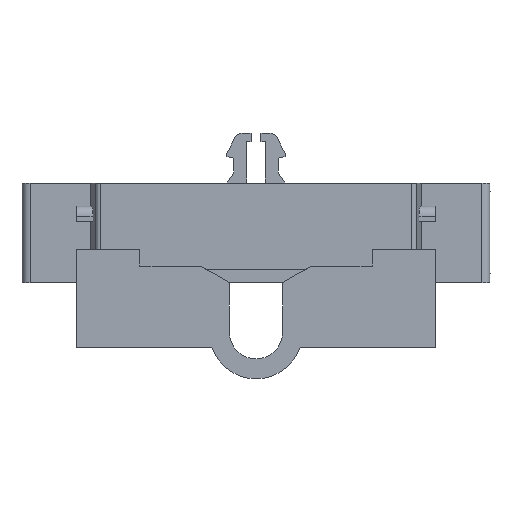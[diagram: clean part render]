
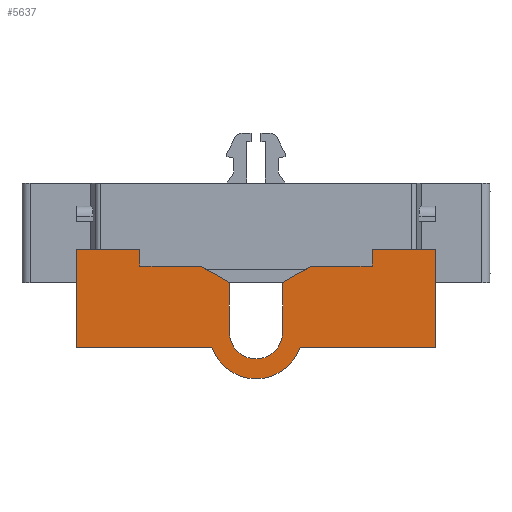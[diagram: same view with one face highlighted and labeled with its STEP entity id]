
A CAD part, front view. The second image highlights one B-rep face of the part: STEP entity #5637.
In plain terms, the highlighted planar face has unit normal (0, -1, 0).
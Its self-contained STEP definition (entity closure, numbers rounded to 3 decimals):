
#1560=DIRECTION('',(0.,0.,1.));
#1561=VECTOR('',#1560,5.9);
#1562=CARTESIAN_POINT('',(10.812,0.,
-3.9));
#1563=LINE('',#1562,#1561);
#1593=DIRECTION('',(1.,0.,0.));
#1594=VECTOR('',#1593,8.161);
#1595=CARTESIAN_POINT('',(2.651,0.,
-3.9));
#1596=LINE('',#1595,#1594);
#1753=DIRECTION('',(0.,0.,-1.));
#1754=VECTOR('',#1753,3.);
#1755=CARTESIAN_POINT('',(1.6,0.,
0.));
#1756=LINE('',#1755,#1754);
#1769=DIRECTION('',(-0.866,0.,-0.5));
#1770=VECTOR('',#1769,2.);
#1771=CARTESIAN_POINT('',(3.332,0.,
1.));
#1772=LINE('',#1771,#1770);
#1789=DIRECTION('',(-0.866,0.,0.5));
#1790=VECTOR('',#1789,2.);
#1791=CARTESIAN_POINT('',(-1.6,0.,
0.));
#1792=LINE('',#1791,#1790);
#1805=DIRECTION('',(0.,0.,1.));
#1806=VECTOR('',#1805,3.);
#1807=CARTESIAN_POINT('',(-1.6,0.,
-3.));
#1808=LINE('',#1807,#1806);
#1809=CARTESIAN_POINT('',(0.,0.,
-3.));
#1810=DIRECTION('',(0.,-1.,0.));
#1811=DIRECTION('',(-1.,0.,0.));
#1812=AXIS2_PLACEMENT_3D('',#1809,#1810,#1811);
#1822=DIRECTION('',(-1.,0.,0.));
#1823=VECTOR('',#1822,3.668);
#1824=CARTESIAN_POINT('',(-3.332,0.,
1.));
#1825=LINE('',#1824,#1823);
#1830=DIRECTION('',(-1.,0.,0.));
#1831=VECTOR('',#1830,3.668);
#1832=CARTESIAN_POINT('',(7.,0.,
1.));
#1833=LINE('',#1832,#1831);
#1834=DIRECTION('',(0.,0.,1.));
#1835=VECTOR('',#1834,1.);
#1836=CARTESIAN_POINT('',(-7.,0.,
1.));
#1837=LINE('',#1836,#1835);
#1842=DIRECTION('',(-1.,0.,0.));
#1843=VECTOR('',#1842,3.812);
#1844=CARTESIAN_POINT('',(-7.,0.,
2.));
#1845=LINE('',#1844,#1843);
#1850=DIRECTION('',(0.,0.,-1.));
#1851=VECTOR('',#1850,5.9);
#1852=CARTESIAN_POINT('',(-10.812,0.,
2.));
#1853=LINE('',#1852,#1851);
#1883=DIRECTION('',(1.,0.,0.));
#1884=VECTOR('',#1883,8.161);
#1885=CARTESIAN_POINT('',(-10.812,0.,
-3.9));
#1886=LINE('',#1885,#1884);
#1916=CARTESIAN_POINT('',(0.,0.,
-3.));
#1917=DIRECTION('',(0.,-1.,0.));
#1918=DIRECTION('',(-0.947,0.,-0.321));
#1919=AXIS2_PLACEMENT_3D('',#1916,#1917,#1918);
#2448=DIRECTION('',(0.,0.,-1.));
#2449=VECTOR('',#2448,1.);
#2450=CARTESIAN_POINT('',(7.,0.,
2.));
#2451=LINE('',#2450,#2449);
#2456=DIRECTION('',(-1.,0.,0.));
#2457=VECTOR('',#2456,3.812);
#2458=CARTESIAN_POINT('',(10.812,0.,2.));
#2459=LINE('',#2458,#2457);
#3374=CARTESIAN_POINT('',(10.812,0.,
-3.9));
#3375=CARTESIAN_POINT('',(10.812,0.,2.));
#3376=VERTEX_POINT('',#3374);
#3377=VERTEX_POINT('',#3375);
#3378=CARTESIAN_POINT('',(7.,0.,
2.));
#3379=VERTEX_POINT('',#3378);
#3380=CARTESIAN_POINT('',(7.,0.,
1.));
#3381=VERTEX_POINT('',#3380);
#3382=CARTESIAN_POINT('',(3.332,0.,
1.));
#3383=VERTEX_POINT('',#3382);
#3384=CARTESIAN_POINT('',(-3.332,0.,
1.));
#3385=CARTESIAN_POINT('',(-7.,0.,
1.));
#3386=VERTEX_POINT('',#3384);
#3387=VERTEX_POINT('',#3385);
#3388=CARTESIAN_POINT('',(1.6,0.,
0.));
#3389=VERTEX_POINT('',#3388);
#3390=CARTESIAN_POINT('',(1.6,0.,
-3.));
#3391=VERTEX_POINT('',#3390);
#3392=CARTESIAN_POINT('',(-1.6,0.,-3.));
#3393=VERTEX_POINT('',#3392);
#3394=CARTESIAN_POINT('',(-1.6,0.,
0.));
#3395=VERTEX_POINT('',#3394);
#3396=CARTESIAN_POINT('',(-7.,0.,
2.));
#3397=VERTEX_POINT('',#3396);
#3398=CARTESIAN_POINT('',(-10.812,0.,
2.));
#3399=VERTEX_POINT('',#3398);
#3400=CARTESIAN_POINT('',(-10.812,0.,
-3.9));
#3401=VERTEX_POINT('',#3400);
#3402=CARTESIAN_POINT('',(-2.651,0.,
-3.9));
#3403=VERTEX_POINT('',#3402);
#3404=CARTESIAN_POINT('',(2.651,0.,
-3.9));
#3405=VERTEX_POINT('',#3404);
#5599=CARTESIAN_POINT('',(13.28,0.,6.));
#5600=DIRECTION('',(0.,1.,0.));
#5601=DIRECTION('',(-1.,0.,0.));
#5602=AXIS2_PLACEMENT_3D('',#5599,#5600,#5601);
#5603=PLANE('',#5602);
#5604=ORIENTED_EDGE('',*,*,#5575,.F.);
#5606=ORIENTED_EDGE('',*,*,#5605,.F.);
#5608=ORIENTED_EDGE('',*,*,#5607,.F.);
#5610=ORIENTED_EDGE('',*,*,#5609,.F.);
#5612=ORIENTED_EDGE('',*,*,#5611,.F.);
#5614=ORIENTED_EDGE('',*,*,#5613,.F.);
#5616=ORIENTED_EDGE('',*,*,#5615,.F.);
#5618=ORIENTED_EDGE('',*,*,#5617,.F.);
#5620=ORIENTED_EDGE('',*,*,#5619,.F.);
#5622=ORIENTED_EDGE('',*,*,#5621,.F.);
#5624=ORIENTED_EDGE('',*,*,#5623,.T.);
#5626=ORIENTED_EDGE('',*,*,#5625,.F.);
#5628=ORIENTED_EDGE('',*,*,#5627,.F.);
#5630=ORIENTED_EDGE('',*,*,#5629,.F.);
#5632=ORIENTED_EDGE('',*,*,#5631,.F.);
#5634=ORIENTED_EDGE('',*,*,#5633,.F.);
#5635=EDGE_LOOP('',(#5604,#5606,#5608,#5610,#5612,#5614,#5616,#5618,#5620,#5622,
#5624,#5626,#5628,#5630,#5632,#5634));
#5636=FACE_OUTER_BOUND('',#5635,.F.);
#1813=CIRCLE('',#1812,1.6);
#1920=CIRCLE('',#1919,2.8);
#5575=EDGE_CURVE('',#3376,#3377,#1563,.T.);
#5605=EDGE_CURVE('',#3405,#3376,#1596,.T.);
#5607=EDGE_CURVE('',#3403,#3405,#1920,.T.);
#5609=EDGE_CURVE('',#3401,#3403,#1886,.T.);
#5611=EDGE_CURVE('',#3399,#3401,#1853,.T.);
#5613=EDGE_CURVE('',#3397,#3399,#1845,.T.);
#5615=EDGE_CURVE('',#3387,#3397,#1837,.T.);
#5617=EDGE_CURVE('',#3386,#3387,#1825,.T.);
#5619=EDGE_CURVE('',#3395,#3386,#1792,.T.);
#5621=EDGE_CURVE('',#3393,#3395,#1808,.T.);
#5623=EDGE_CURVE('',#3393,#3391,#1813,.T.);
#5625=EDGE_CURVE('',#3389,#3391,#1756,.T.);
#5627=EDGE_CURVE('',#3383,#3389,#1772,.T.);
#5629=EDGE_CURVE('',#3381,#3383,#1833,.T.);
#5631=EDGE_CURVE('',#3379,#3381,#2451,.T.);
#5633=EDGE_CURVE('',#3377,#3379,#2459,.T.);
#5637=ADVANCED_FACE('',(#5636),#5603,.F.);
